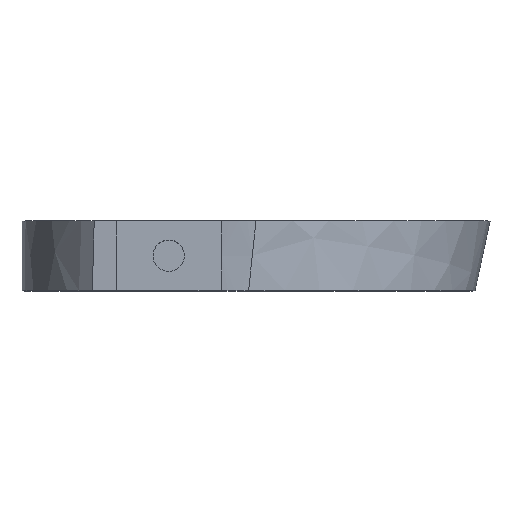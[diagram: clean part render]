
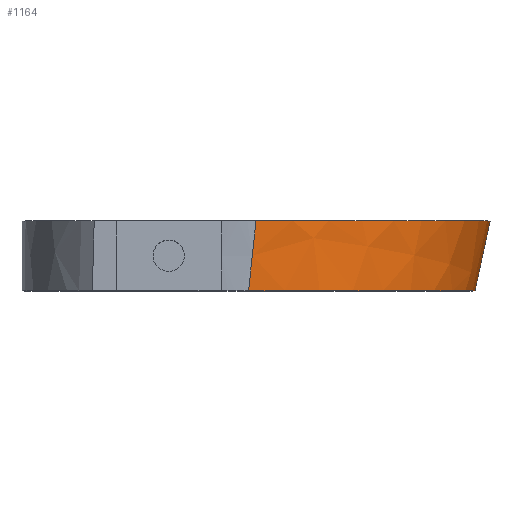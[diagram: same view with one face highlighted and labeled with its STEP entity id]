
A CAD part, top view. The second image highlights one B-rep face of the part: STEP entity #1164.
In plain terms, the highlighted conical face has half-angle 5.948 degrees and reference radius 33.32 mm.
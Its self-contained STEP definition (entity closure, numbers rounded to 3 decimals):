
#20=CONICAL_SURFACE('',#1320,33.32,0.104);
#28=ELLIPSE('',#1295,32.219,31.859);
#36=ELLIPSE('',#1311,33.284,32.913);
#167=FACE_OUTER_BOUND('',#264,.T.);
#264=EDGE_LOOP('',(#1076,#1077,#1078,#1079,#1080));
#336=LINE('',#2026,#410);
#337=LINE('',#2029,#411);
#338=LINE('',#2030,#412);
#410=VECTOR('',#1674,143.962);
#411=VECTOR('',#1677,143.962);
#412=VECTOR('',#1678,143.962);
#569=VERTEX_POINT('',#1932);
#570=VERTEX_POINT('',#1934);
#590=VERTEX_POINT('',#1994);
#591=VERTEX_POINT('',#1996);
#597=VERTEX_POINT('',#2028);
#716=EDGE_CURVE('',#570,#569,#28,.T.);
#745=EDGE_CURVE('',#590,#591,#36,.T.);
#756=EDGE_CURVE('',#569,#591,#336,.T.);
#757=EDGE_CURVE('',#597,#570,#337,.T.);
#758=EDGE_CURVE('',#590,#597,#338,.T.);
#1076=ORIENTED_EDGE('',*,*,#756,.T.);
#1077=ORIENTED_EDGE('',*,*,#745,.F.);
#1078=ORIENTED_EDGE('',*,*,#758,.T.);
#1079=ORIENTED_EDGE('',*,*,#757,.T.);
#1080=ORIENTED_EDGE('',*,*,#716,.T.);
#1164=ADVANCED_FACE('',(#167),#20,.T.);
#1295=AXIS2_PLACEMENT_3D('',#1935,#1603,#1604);
#1311=AXIS2_PLACEMENT_3D('',#1997,#1654,#1655);
#1320=AXIS2_PLACEMENT_3D('',#2031,#1679,#1680);
#1603=DIRECTION('center_axis',(0.,1.,0.));
#1604=DIRECTION('ref_axis',(-0.715,0.,0.699));
#1654=DIRECTION('center_axis',(0.,1.,0.));
#1655=DIRECTION('ref_axis',(-0.715,0.,0.699));
#1674=DIRECTION('',(0.208,0.972,-0.104));
#1677=DIRECTION('',(-0.107,-0.994,0.));
#1678=DIRECTION('',(-0.107,-0.994,0.));
#1679=DIRECTION('center_axis',(0.106,0.989,-0.104));
#1680=DIRECTION('ref_axis',(0.994,-0.108,-0.011));
#1932=CARTESIAN_POINT('',(31.341,-29.806,-141.504));
#1934=CARTESIAN_POINT('',(-1.062,-29.806,-109.109));
#1935=CARTESIAN_POINT('Origin',(-0.703,-29.806,-141.144));
#1994=CARTESIAN_POINT('',(0.009,-19.806,-109.109));
#1996=CARTESIAN_POINT('',(33.483,-19.806,-142.575));
#1997=CARTESIAN_POINT('Origin',(0.38,-19.806,-142.204));
#2026=CARTESIAN_POINT('',(33.551,-19.492,-142.609));
#2028=CARTESIAN_POINT('',(-0.526,-24.806,-109.109));
#2029=CARTESIAN_POINT('',(0.795,-12.472,-109.109));
#2030=CARTESIAN_POINT('',(0.795,-12.472,-109.109));
#2031=CARTESIAN_POINT('Origin',(0.427,-15.906,-142.249));
